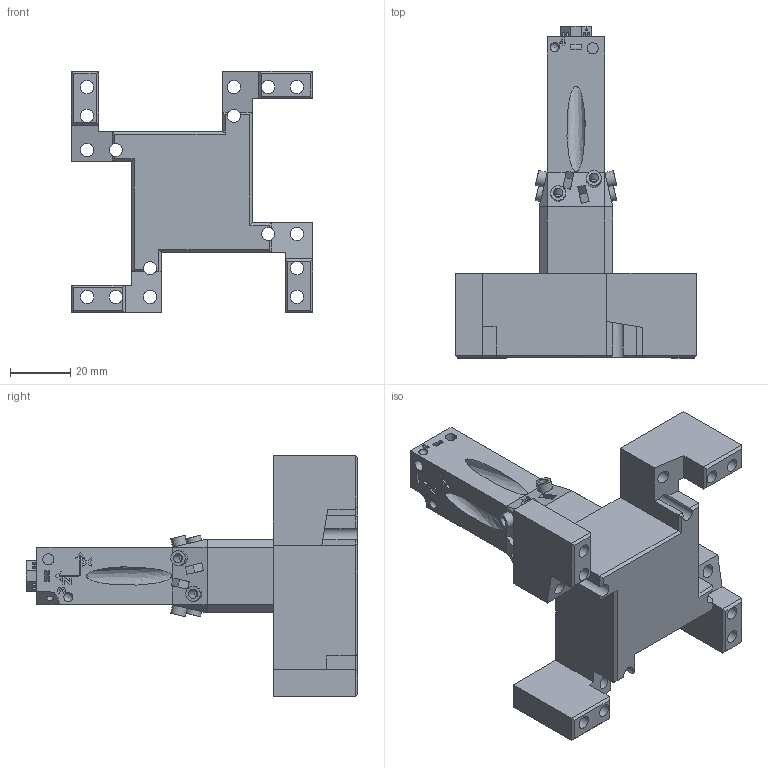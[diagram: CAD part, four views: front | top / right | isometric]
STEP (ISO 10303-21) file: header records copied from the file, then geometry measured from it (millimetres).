
FILE_DESCRIPTION(/* description */ (''),/* implementation_level */ '2;1');
FILE_NAME(/* name */ 'Robot_mount.stp',/* time_stamp */ '2023-04-24T17:21:24+02:00',/* author */ ('Christian'),/* organization */ (''),/* preprocessor_version */ 'ST-DEVELOPER v18.1',/* originating_system */ 'Autodesk Inventor 2022',/* authorisation */ '');
FILE_SCHEMA (('AUTOMOTIVE_DESIGN { 1 0 10303 214 3 1 1 }'));
Length unit declared in the file: millimetre
Products named in the file (1): Holder_V3
Bounding box: 80 x 110 x 80 mm (x, y, z)
Volume: 104511.3 mm3; surface area: 34333.4 mm2
Topology: 1 solids, 1 shells, 482 faces, 1294 edges, 847 vertices
Faces by surface type: plane 321, bspline 72, cylinder 59, cone 16, torus 9, sphere 5
Full cylindrical faces by diameter (mm): 1.1 x2, 2.2 x2, 3.1 x16, 3.7 x3, 4.4 x16, 5 x8
Entity records: 16381 total; most frequent: CARTESIAN_POINT 4428, ORIENTED_EDGE 2578, DIRECTION 2161, EDGE_CURVE 1289, LINE 925, VECTOR 925, VERTEX_POINT 846, AXIS2_PLACEMENT_3D 618
